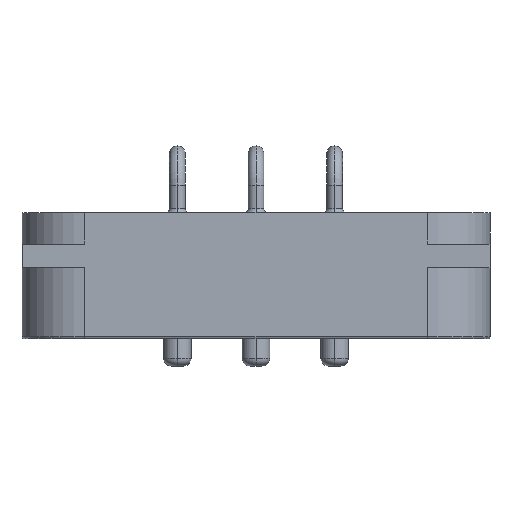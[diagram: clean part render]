
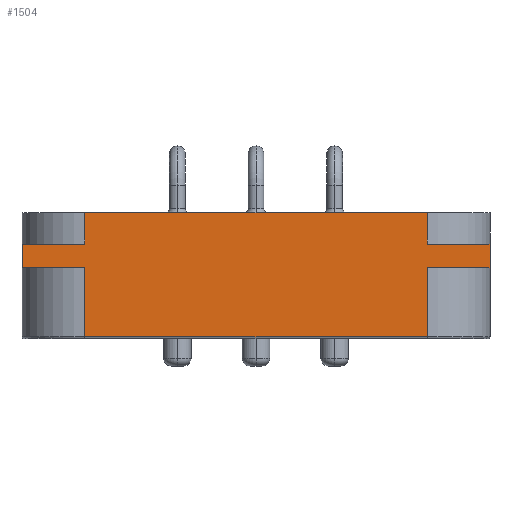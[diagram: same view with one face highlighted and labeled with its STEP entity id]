
A CAD part, top view. The second image highlights one B-rep face of the part: STEP entity #1504.
In plain terms, the highlighted planar face has unit normal (0, 0, 1).
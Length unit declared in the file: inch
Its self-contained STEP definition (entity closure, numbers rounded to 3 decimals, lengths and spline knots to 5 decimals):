
#34 = ORIENTED_EDGE ( 'NONE', *, *, #2645, .F. ) ;
#144 = LINE ( 'NONE', #2823, #1755 ) ;
#211 = VECTOR ( 'NONE', #1810, 39.37008 ) ;
#269 = ORIENTED_EDGE ( 'NONE', *, *, #2258, .F. ) ;
#296 = DIRECTION ( 'NONE',  ( 1., 0., 0. ) ) ;
#308 = FACE_OUTER_BOUND ( 'NONE', #976, .T. ) ;
#337 = EDGE_CURVE ( 'NONE', #2054, #2204, #2347, .T. ) ;
#345 = VECTOR ( 'NONE', #2494, 39.37008 ) ;
#362 = VECTOR ( 'NONE', #2793, 39.37008 ) ;
#396 = ORIENTED_EDGE ( 'NONE', *, *, #952, .T. ) ;
#401 = CARTESIAN_POINT ( 'NONE',  ( 0.2975, 0.12, 0.08 ) ) ;
#456 = VERTEX_POINT ( 'NONE', #2424 ) ;
#485 = CARTESIAN_POINT ( 'NONE',  ( -0.2175, 0.002, 0.08 ) ) ;
#500 = DIRECTION ( 'NONE',  ( 1., 0., 0. ) ) ;
#546 = EDGE_CURVE ( 'NONE', #2501, #2323, #886, .T. ) ;
#604 = AXIS2_PLACEMENT_3D ( 'NONE', #2760, #2771, #3034 ) ;
#628 = LINE ( 'NONE', #2418, #2287 ) ;
#714 = DIRECTION ( 'NONE',  ( 1., 0., 0. ) ) ;
#775 = CARTESIAN_POINT ( 'NONE',  ( 0.2175, 0.12, 0.08 ) ) ;
#799 = ORIENTED_EDGE ( 'NONE', *, *, #3206, .T. ) ;
#813 = ORIENTED_EDGE ( 'NONE', *, *, #1377, .T. ) ;
#845 = CARTESIAN_POINT ( 'NONE',  ( -0.2975, 0.09, 0.08 ) ) ;
#861 = VECTOR ( 'NONE', #2214, 39.37008 ) ;
#886 = LINE ( 'NONE', #1567, #1333 ) ;
#892 = VERTEX_POINT ( 'NONE', #1471 ) ;
#952 = EDGE_CURVE ( 'NONE', #892, #456, #3240, .T. ) ;
#975 = ORIENTED_EDGE ( 'NONE', *, *, #2870, .F. ) ;
#976 = EDGE_LOOP ( 'NONE', ( #2943, #2159, #269, #3061, #975, #1169, #1879, #2097, #396, #34, #813, #799 ) ) ;
#993 = VECTOR ( 'NONE', #2446, 39.37008 ) ;
#1012 = PLANE ( 'NONE',  #604 ) ;
#1020 = VECTOR ( 'NONE', #1325, 39.37008 ) ;
#1025 = EDGE_CURVE ( 'NONE', #2430, #1521, #1112, .T. ) ;
#1080 = CARTESIAN_POINT ( 'NONE',  ( 0.2975, 0.12, 0.08 ) ) ;
#1112 = LINE ( 'NONE', #2264, #3045 ) ;
#1163 = LINE ( 'NONE', #1844, #362 ) ;
#1169 = ORIENTED_EDGE ( 'NONE', *, *, #337, .F. ) ;
#1269 = CARTESIAN_POINT ( 'NONE',  ( -0.2975, 0.09, 0.08 ) ) ;
#1325 = DIRECTION ( 'NONE',  ( 0., -1., 0. ) ) ;
#1333 = VECTOR ( 'NONE', #1614, 39.37008 ) ;
#1351 = LINE ( 'NONE', #2873, #2444 ) ;
#1377 = EDGE_CURVE ( 'NONE', #2383, #2105, #1715, .T. ) ;
#1471 = CARTESIAN_POINT ( 'NONE',  ( -0.2175, 0.16, 0.08 ) ) ;
#1504 = ADVANCED_FACE ( 'NONE', ( #308 ), #1012, .F. ) ;
#1514 = CARTESIAN_POINT ( 'NONE',  ( -0.2975, 0.12, 0.08 ) ) ;
#1521 = VERTEX_POINT ( 'NONE', #1586 ) ;
#1567 = CARTESIAN_POINT ( 'NONE',  ( -0.2175, 0.002, 0.08 ) ) ;
#1584 = LINE ( 'NONE', #2842, #1020 ) ;
#1586 = CARTESIAN_POINT ( 'NONE',  ( 0.2975, 0.09, 0.08 ) ) ;
#1609 = EDGE_CURVE ( 'NONE', #2474, #2054, #144, .T. ) ;
#1614 = DIRECTION ( 'NONE',  ( 1., 0., 0. ) ) ;
#1699 = LINE ( 'NONE', #401, #861 ) ;
#1715 = LINE ( 'NONE', #2468, #993 ) ;
#1755 = VECTOR ( 'NONE', #3093, 39.37008 ) ;
#1810 = DIRECTION ( 'NONE',  ( 1., 0., 0. ) ) ;
#1844 = CARTESIAN_POINT ( 'NONE',  ( -0.2175, 0.09, 0.08 ) ) ;
#1879 = ORIENTED_EDGE ( 'NONE', *, *, #1609, .F. ) ;
#1882 = CARTESIAN_POINT ( 'NONE',  ( 0.2175, 0.002, 0.08 ) ) ;
#1974 = CARTESIAN_POINT ( 'NONE',  ( -0.2175, 0.16, 0.08 ) ) ;
#2054 = VERTEX_POINT ( 'NONE', #775 ) ;
#2097 = ORIENTED_EDGE ( 'NONE', *, *, #2952, .F. ) ;
#2105 = VERTEX_POINT ( 'NONE', #1269 ) ;
#2159 = ORIENTED_EDGE ( 'NONE', *, *, #546, .T. ) ;
#2204 = VERTEX_POINT ( 'NONE', #1080 ) ;
#2214 = DIRECTION ( 'NONE',  ( 0., -1., 0. ) ) ;
#2258 = EDGE_CURVE ( 'NONE', #2430, #2323, #1584, .T. ) ;
#2264 = CARTESIAN_POINT ( 'NONE',  ( -0.2975, 0.09, 0.08 ) ) ;
#2287 = VECTOR ( 'NONE', #714, 39.37008 ) ;
#2315 = VERTEX_POINT ( 'NONE', #2924 ) ;
#2323 = VERTEX_POINT ( 'NONE', #1882 ) ;
#2347 = LINE ( 'NONE', #1514, #2593 ) ;
#2383 = VERTEX_POINT ( 'NONE', #2901 ) ;
#2397 = LINE ( 'NONE', #845, #211 ) ;
#2418 = CARTESIAN_POINT ( 'NONE',  ( -0.2175, 0.16, 0.08 ) ) ;
#2424 = CARTESIAN_POINT ( 'NONE',  ( -0.2175, 0.12, 0.08 ) ) ;
#2430 = VERTEX_POINT ( 'NONE', #3200 ) ;
#2444 = VECTOR ( 'NONE', #3058, 39.37008 ) ;
#2446 = DIRECTION ( 'NONE',  ( 0., -1., 0. ) ) ;
#2468 = CARTESIAN_POINT ( 'NONE',  ( -0.2975, 0.12, 0.08 ) ) ;
#2474 = VERTEX_POINT ( 'NONE', #3226 ) ;
#2494 = DIRECTION ( 'NONE',  ( 0., -1., 0. ) ) ;
#2501 = VERTEX_POINT ( 'NONE', #485 ) ;
#2593 = VECTOR ( 'NONE', #296, 39.37008 ) ;
#2645 = EDGE_CURVE ( 'NONE', #2383, #456, #1351, .T. ) ;
#2688 = EDGE_CURVE ( 'NONE', #2315, #2501, #1163, .T. ) ;
#2760 = CARTESIAN_POINT ( 'NONE',  ( -0.2175, 0.09, 0.08 ) ) ;
#2771 = DIRECTION ( 'NONE',  ( 0., 0., -1. ) ) ;
#2793 = DIRECTION ( 'NONE',  ( 0., -1., 0. ) ) ;
#2823 = CARTESIAN_POINT ( 'NONE',  ( 0.2175, 0.16, 0.08 ) ) ;
#2842 = CARTESIAN_POINT ( 'NONE',  ( 0.2175, 0.09, 0.08 ) ) ;
#2870 = EDGE_CURVE ( 'NONE', #2204, #1521, #1699, .T. ) ;
#2873 = CARTESIAN_POINT ( 'NONE',  ( -0.2975, 0.12, 0.08 ) ) ;
#2901 = CARTESIAN_POINT ( 'NONE',  ( -0.2975, 0.12, 0.08 ) ) ;
#2924 = CARTESIAN_POINT ( 'NONE',  ( -0.2175, 0.09, 0.08 ) ) ;
#2943 = ORIENTED_EDGE ( 'NONE', *, *, #2688, .T. ) ;
#2952 = EDGE_CURVE ( 'NONE', #892, #2474, #628, .T. ) ;
#3034 = DIRECTION ( 'NONE',  ( -1., 0., 0. ) ) ;
#3045 = VECTOR ( 'NONE', #500, 39.37008 ) ;
#3058 = DIRECTION ( 'NONE',  ( 1., 0., 0. ) ) ;
#3061 = ORIENTED_EDGE ( 'NONE', *, *, #1025, .T. ) ;
#3093 = DIRECTION ( 'NONE',  ( 0., -1., 0. ) ) ;
#3200 = CARTESIAN_POINT ( 'NONE',  ( 0.2175, 0.09, 0.08 ) ) ;
#3206 = EDGE_CURVE ( 'NONE', #2105, #2315, #2397, .T. ) ;
#3226 = CARTESIAN_POINT ( 'NONE',  ( 0.2175, 0.16, 0.08 ) ) ;
#3240 = LINE ( 'NONE', #1974, #345 ) ;
